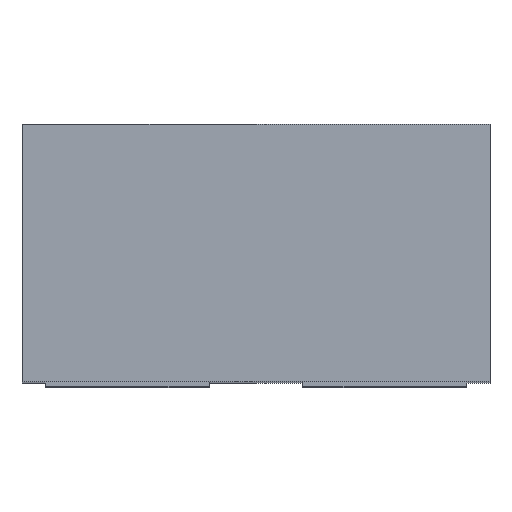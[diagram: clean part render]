
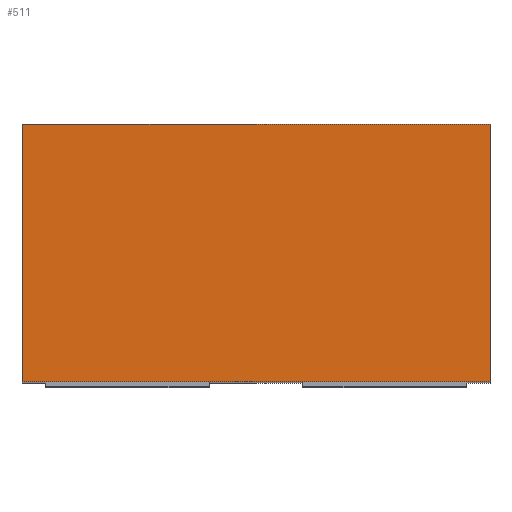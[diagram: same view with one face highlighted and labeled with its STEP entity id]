
A CAD part, top view. The second image highlights one B-rep face of the part: STEP entity #511.
In plain terms, the highlighted planar face has unit normal (0, 0, 1).
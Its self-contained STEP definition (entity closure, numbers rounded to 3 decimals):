
#76 = DIRECTION ( 'NONE',  ( 1., 0., 0. ) ) ;
#88 = EDGE_LOOP ( 'NONE', ( #400, #1267, #1336, #473 ) ) ;
#94 = DIRECTION ( 'NONE',  ( -1., 0., 0. ) ) ;
#184 = CARTESIAN_POINT ( 'NONE',  ( 0., 0.55, 0. ) ) ;
#224 = DIRECTION ( 'NONE',  ( 0., -1., 0. ) ) ;
#278 = CARTESIAN_POINT ( 'NONE',  ( 0., 0.55, 0. ) ) ;
#326 = EDGE_CURVE ( 'NONE', #636, #425, #1097, .T. ) ;
#370 = VECTOR ( 'NONE', #855, 1000. ) ;
#382 = DIRECTION ( 'NONE',  ( 0., -1., 0. ) ) ;
#400 = ORIENTED_EDGE ( 'NONE', *, *, #1419, .T. ) ;
#425 = VERTEX_POINT ( 'NONE', #1069 ) ;
#473 = ORIENTED_EDGE ( 'NONE', *, *, #792, .T. ) ;
#511 = ADVANCED_FACE ( 'NONE', ( #874 ), #1216, .F. ) ;
#528 = CARTESIAN_POINT ( 'NONE',  ( 0., 0., 0. ) ) ;
#537 = VECTOR ( 'NONE', #76, 1000. ) ;
#591 = LINE ( 'NONE', #1147, #1361 ) ;
#608 = EDGE_CURVE ( 'NONE', #425, #1008, #591, .T. ) ;
#633 = CARTESIAN_POINT ( 'NONE',  ( 0., 0.55, 0. ) ) ;
#636 = VERTEX_POINT ( 'NONE', #1357 ) ;
#669 = CARTESIAN_POINT ( 'NONE',  ( 0., 0., 0. ) ) ;
#674 = VECTOR ( 'NONE', #382, 1000. ) ;
#766 = AXIS2_PLACEMENT_3D ( 'NONE', #184, #1493, #94 ) ;
#792 = EDGE_CURVE ( 'NONE', #636, #1010, #989, .T. ) ;
#855 = DIRECTION ( 'NONE',  ( 1., 0., 0. ) ) ;
#874 = FACE_OUTER_BOUND ( 'NONE', #88, .T. ) ;
#989 = LINE ( 'NONE', #278, #674 ) ;
#1008 = VERTEX_POINT ( 'NONE', #1093 ) ;
#1010 = VERTEX_POINT ( 'NONE', #528 ) ;
#1069 = CARTESIAN_POINT ( 'NONE',  ( 1., 0.55, 0. ) ) ;
#1093 = CARTESIAN_POINT ( 'NONE',  ( 1., 0., 0. ) ) ;
#1097 = LINE ( 'NONE', #633, #370 ) ;
#1103 = LINE ( 'NONE', #669, #537 ) ;
#1147 = CARTESIAN_POINT ( 'NONE',  ( 1., 0.55, 0. ) ) ;
#1216 = PLANE ( 'NONE',  #766 ) ;
#1267 = ORIENTED_EDGE ( 'NONE', *, *, #608, .F. ) ;
#1336 = ORIENTED_EDGE ( 'NONE', *, *, #326, .F. ) ;
#1357 = CARTESIAN_POINT ( 'NONE',  ( 0., 0.55, 0. ) ) ;
#1361 = VECTOR ( 'NONE', #224, 1000. ) ;
#1419 = EDGE_CURVE ( 'NONE', #1010, #1008, #1103, .T. ) ;
#1493 = DIRECTION ( 'NONE',  ( 0., 0., -1. ) ) ;
